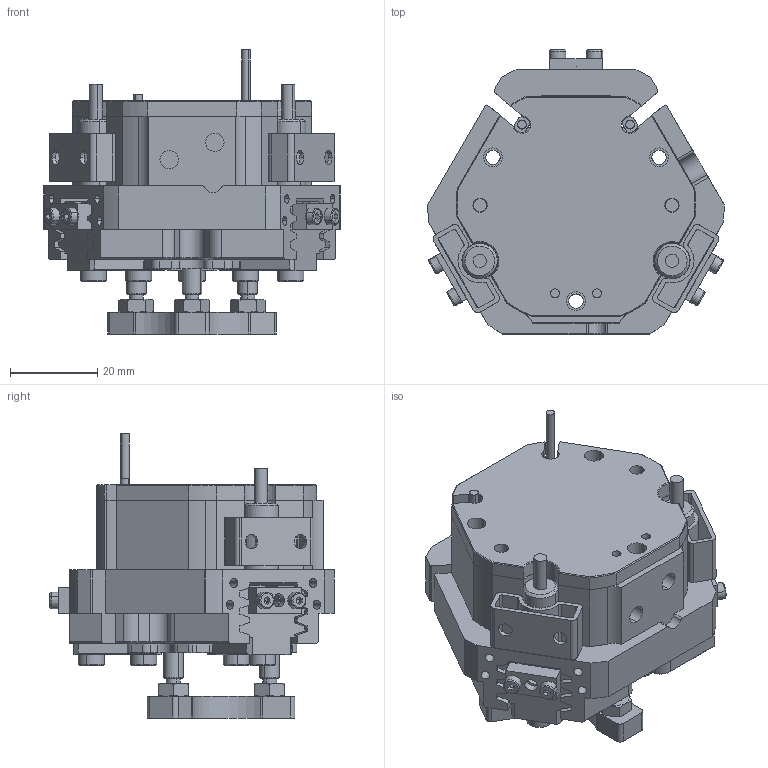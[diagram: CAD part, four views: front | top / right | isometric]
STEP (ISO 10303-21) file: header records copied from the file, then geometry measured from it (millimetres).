
FILE_DESCRIPTION (( 'STEP AP203' ), '1' );
FILE_NAME ('FZ34-68-C18.STEP', '2025-01-14T09:02:59', ( 'USER-' ), ( 'Microsoft' ), 'SwSTEP 2.0', 'SolidWorks 2018', '' );
FILE_SCHEMA (( 'CONFIG_CONTROL_DESIGN' ));
Length unit declared in the file: millimetre
Products named in the file (16): 揤輸杅耀.sldasm-Part-9; 埴翐芛_GB_FASTENER_SCREWS_HSHCS M2X8-N; 揤輸蚾饜极; TZT34-68-M-01 褲极; 20241021-M3 換覜ん揤輸蛌; M4蹟譫尨砩; TZT34-68-M-05 菁裔啣; TZT34-68-M-02 喘倛賑輸; 棠羲換覜ん; TZT34-68-M-08 芢啣; ﾏ擎ﾗ6｡ﾁ4｡ﾁ5; 8x18諉輪羲壽; TZT34-68-M-06 笢猾啣; 16x8-R1.5; FZ34-68-C18; TZT34-68-M-09 芢裝
Assembly tree (32 placements, depth 3):
  FZ34-68-C18
    TZT34-68-M-01 褲极
    TZT34-68-M-05 菁裔啣
    TZT34-68-M-02 喘倛賑輸  x3
    TZT34-68-M-06 笢猾啣
    8x18諉輪羲壽  x2
    TZT34-68-M-09 芢裝  x3
    TZT34-68-M-08 芢啣
    20241021-M3 換覜ん揤輸蛌  x2
    M4蹟譫尨砩  x3
    16x8-R1.5
    揤輸蚾饜极  x3
      揤輸杅耀.sldasm-Part-9
      埴翐芛_GB_FASTENER_SCREWS_HSHCS M2X8-N
    棠羲換覜ん  x2
    ﾏ擎ﾗ6｡ﾁ4｡ﾁ5  x6
Bounding box: 68 x 65.17 x 65.19 mm (x, y, z)
Volume: 93038.7 mm3; surface area: 46705.9 mm2
Topology: 35 solids, 37 shells, 1788 faces, 4608 edges, 2929 vertices
Faces by surface type: plane 867, cylinder 509, cone 245, bspline 155, torus 12
Entity records: 45692 total; most frequent: CARTESIAN_POINT 13245, ORIENTED_EDGE 6488, DIRECTION 5936, EDGE_CURVE 3244, VERTEX_POINT 2112, VECTOR 2082, LINE 2082, AXIS2_PLACEMENT_3D 1927
